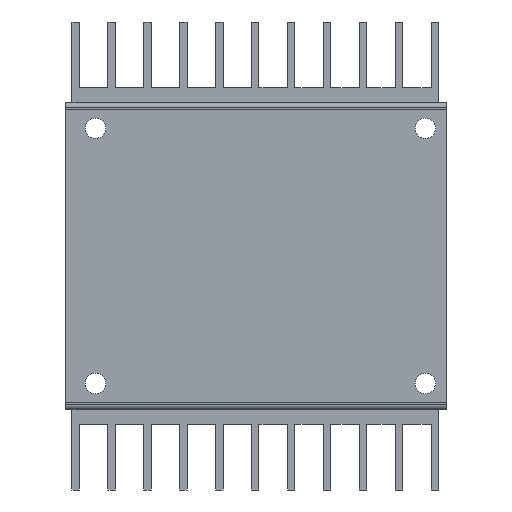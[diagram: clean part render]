
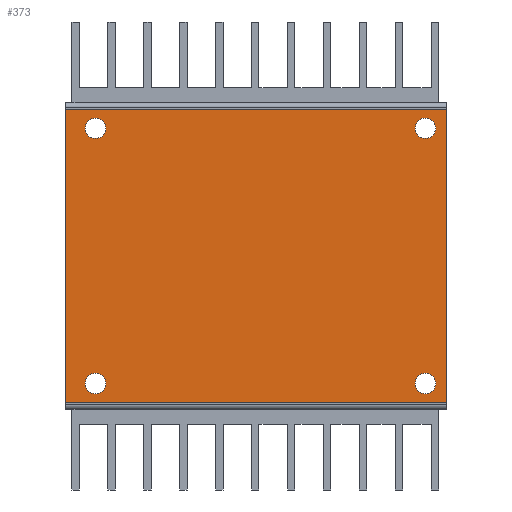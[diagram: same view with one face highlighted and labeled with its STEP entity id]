
A CAD part, front view. The second image highlights one B-rep face of the part: STEP entity #373.
In plain terms, the highlighted planar face has unit normal (0, -1, 0).
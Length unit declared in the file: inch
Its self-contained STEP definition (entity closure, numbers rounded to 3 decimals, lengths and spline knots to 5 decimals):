
#140 = CIRCLE ( 'NONE', #3114, 0.07 ) ;
#373 = ADVANCED_FACE ( 'NONE', ( #8839, #11599, #4018, #6096, #3373 ), #10011, .F. ) ;
#496 = CARTESIAN_POINT ( 'NONE',  ( -1.3, -0.07, -1. ) ) ;
#569 = DIRECTION ( 'NONE',  ( 0., 0., 1. ) ) ;
#626 = VECTOR ( 'NONE', #2799, 39.37008 ) ;
#631 = ORIENTED_EDGE ( 'NONE', *, *, #2369, .T. ) ;
#730 = EDGE_CURVE ( 'NONE', #7539, #6449, #12233, .T. ) ;
#822 = VERTEX_POINT ( 'NONE', #9767 ) ;
#923 = EDGE_CURVE ( 'NONE', #13397, #967, #3075, .T. ) ;
#967 = VERTEX_POINT ( 'NONE', #12415 ) ;
#994 = DIRECTION ( 'NONE',  ( 0., 1., 0. ) ) ;
#1098 = CIRCLE ( 'NONE', #8403, 0.07 ) ;
#1107 = CARTESIAN_POINT ( 'NONE',  ( 1.155, -0.07, 0.941 ) ) ;
#1116 = EDGE_LOOP ( 'NONE', ( #1452, #8608 ) ) ;
#1147 = CARTESIAN_POINT ( 'NONE',  ( -1.095, -0.07, 0.871 ) ) ;
#1255 = CARTESIAN_POINT ( 'NONE',  ( -1.3, -0.07, 1. ) ) ;
#1346 = EDGE_CURVE ( 'NONE', #4815, #4470, #11938, .T. ) ;
#1452 = ORIENTED_EDGE ( 'NONE', *, *, #1346, .T. ) ;
#1655 = ORIENTED_EDGE ( 'NONE', *, *, #13188, .T. ) ;
#1851 = DIRECTION ( 'NONE',  ( 0., 1., 0. ) ) ;
#1901 = DIRECTION ( 'NONE',  ( 0., 1., 0. ) ) ;
#1912 = CIRCLE ( 'NONE', #7236, 0.07 ) ;
#2194 = DIRECTION ( 'NONE',  ( 0., 0., 1. ) ) ;
#2369 = EDGE_CURVE ( 'NONE', #6449, #7539, #1098, .T. ) ;
#2384 = AXIS2_PLACEMENT_3D ( 'NONE', #4800, #7619, #10994 ) ;
#2571 = CARTESIAN_POINT ( 'NONE',  ( -1.095, -0.07, -0.799 ) ) ;
#2695 = CARTESIAN_POINT ( 'NONE',  ( 1.155, -0.07, 0.801 ) ) ;
#2799 = DIRECTION ( 'NONE',  ( 0., 0., -1. ) ) ;
#2816 = EDGE_CURVE ( 'NONE', #4470, #4815, #8990, .T. ) ;
#2829 = ORIENTED_EDGE ( 'NONE', *, *, #3843, .T. ) ;
#3075 = CIRCLE ( 'NONE', #12737, 0.07 ) ;
#3114 = AXIS2_PLACEMENT_3D ( 'NONE', #8041, #1901, #9113 ) ;
#3335 = DIRECTION ( 'NONE',  ( 0., 1., 0. ) ) ;
#3373 = FACE_OUTER_BOUND ( 'NONE', #13096, .T. ) ;
#3434 = DIRECTION ( 'NONE',  ( 0., 0., 1. ) ) ;
#3610 = ORIENTED_EDGE ( 'NONE', *, *, #11007, .T. ) ;
#3643 = LINE ( 'NONE', #1255, #12190 ) ;
#3786 = AXIS2_PLACEMENT_3D ( 'NONE', #12925, #6735, #569 ) ;
#3843 = EDGE_CURVE ( 'NONE', #6020, #10405, #3643, .T. ) ;
#4018 = FACE_BOUND ( 'NONE', #5728, .T. ) ;
#4285 = CARTESIAN_POINT ( 'NONE',  ( 0., -0.07, 0. ) ) ;
#4470 = VERTEX_POINT ( 'NONE', #10766 ) ;
#4556 = VERTEX_POINT ( 'NONE', #2695 ) ;
#4800 = CARTESIAN_POINT ( 'NONE',  ( -1.095, -0.07, -0.869 ) ) ;
#4815 = VERTEX_POINT ( 'NONE', #5183 ) ;
#4871 = DIRECTION ( 'NONE',  ( 0., 1., 0. ) ) ;
#4995 = ORIENTED_EDGE ( 'NONE', *, *, #5496, .T. ) ;
#5062 = EDGE_CURVE ( 'NONE', #13094, #822, #12792, .T. ) ;
#5183 = CARTESIAN_POINT ( 'NONE',  ( -1.095, -0.07, 0.941 ) ) ;
#5322 = ORIENTED_EDGE ( 'NONE', *, *, #730, .T. ) ;
#5344 = AXIS2_PLACEMENT_3D ( 'NONE', #9507, #3335, #10549 ) ;
#5496 = EDGE_CURVE ( 'NONE', #4556, #11526, #13296, .T. ) ;
#5589 = CARTESIAN_POINT ( 'NONE',  ( -1.095, -0.07, -0.939 ) ) ;
#5728 = EDGE_LOOP ( 'NONE', ( #7112, #4995 ) ) ;
#6020 = VERTEX_POINT ( 'NONE', #9308 ) ;
#6096 = FACE_BOUND ( 'NONE', #10251, .T. ) ;
#6180 = DIRECTION ( 'NONE',  ( 0., 0., 1. ) ) ;
#6216 = CARTESIAN_POINT ( 'NONE',  ( -1.3, -0.07, 1. ) ) ;
#6295 = CARTESIAN_POINT ( 'NONE',  ( 1.3, -0.07, -1. ) ) ;
#6449 = VERTEX_POINT ( 'NONE', #5589 ) ;
#6735 = DIRECTION ( 'NONE',  ( 0., 1., 0. ) ) ;
#7112 = ORIENTED_EDGE ( 'NONE', *, *, #13271, .T. ) ;
#7156 = CARTESIAN_POINT ( 'NONE',  ( 1.155, -0.07, 0.871 ) ) ;
#7236 = AXIS2_PLACEMENT_3D ( 'NONE', #7156, #994, #8174 ) ;
#7335 = ORIENTED_EDGE ( 'NONE', *, *, #5062, .T. ) ;
#7539 = VERTEX_POINT ( 'NONE', #2571 ) ;
#7619 = DIRECTION ( 'NONE',  ( 0., 1., 0. ) ) ;
#7994 = CARTESIAN_POINT ( 'NONE',  ( -1.095, -0.07, -0.869 ) ) ;
#8041 = CARTESIAN_POINT ( 'NONE',  ( 1.155, -0.07, -0.869 ) ) ;
#8046 = AXIS2_PLACEMENT_3D ( 'NONE', #1147, #8331, #2194 ) ;
#8174 = DIRECTION ( 'NONE',  ( 0., 0., 1. ) ) ;
#8331 = DIRECTION ( 'NONE',  ( 0., 1., 0. ) ) ;
#8381 = AXIS2_PLACEMENT_3D ( 'NONE', #4285, #10767, #3434 ) ;
#8403 = AXIS2_PLACEMENT_3D ( 'NONE', #7994, #1851, #9057 ) ;
#8441 = DIRECTION ( 'NONE',  ( -1., 0., 0. ) ) ;
#8608 = ORIENTED_EDGE ( 'NONE', *, *, #2816, .T. ) ;
#8732 = DIRECTION ( 'NONE',  ( 1., 0., 0. ) ) ;
#8839 = FACE_BOUND ( 'NONE', #12471, .T. ) ;
#8990 = CIRCLE ( 'NONE', #3786, 0.07 ) ;
#9057 = DIRECTION ( 'NONE',  ( 0., 0., 1. ) ) ;
#9113 = DIRECTION ( 'NONE',  ( 0., 0., 1. ) ) ;
#9308 = CARTESIAN_POINT ( 'NONE',  ( 1.3, -0.07, 1. ) ) ;
#9415 = CARTESIAN_POINT ( 'NONE',  ( 1.155, -0.07, -0.939 ) ) ;
#9505 = LINE ( 'NONE', #12041, #626 ) ;
#9507 = CARTESIAN_POINT ( 'NONE',  ( 1.155, -0.07, 0.871 ) ) ;
#9767 = CARTESIAN_POINT ( 'NONE',  ( 1.3, -0.07, -1. ) ) ;
#9851 = CARTESIAN_POINT ( 'NONE',  ( 1.155, -0.07, -0.869 ) ) ;
#10011 = PLANE ( 'NONE',  #8381 ) ;
#10060 = VECTOR ( 'NONE', #8732, 39.37008 ) ;
#10251 = EDGE_LOOP ( 'NONE', ( #1655, #10710 ) ) ;
#10405 = VERTEX_POINT ( 'NONE', #6216 ) ;
#10549 = DIRECTION ( 'NONE',  ( 0., 0., 1. ) ) ;
#10710 = ORIENTED_EDGE ( 'NONE', *, *, #923, .T. ) ;
#10766 = CARTESIAN_POINT ( 'NONE',  ( -1.095, -0.07, 0.801 ) ) ;
#10767 = DIRECTION ( 'NONE',  ( 0., 1., 0. ) ) ;
#10778 = EDGE_CURVE ( 'NONE', #10405, #13094, #9505, .T. ) ;
#10994 = DIRECTION ( 'NONE',  ( 0., 0., 1. ) ) ;
#11007 = EDGE_CURVE ( 'NONE', #822, #6020, #11762, .T. ) ;
#11120 = VECTOR ( 'NONE', #12434, 39.37008 ) ;
#11526 = VERTEX_POINT ( 'NONE', #1107 ) ;
#11599 = FACE_BOUND ( 'NONE', #1116, .T. ) ;
#11712 = ORIENTED_EDGE ( 'NONE', *, *, #10778, .T. ) ;
#11762 = LINE ( 'NONE', #6295, #11120 ) ;
#11938 = CIRCLE ( 'NONE', #8046, 0.07 ) ;
#12041 = CARTESIAN_POINT ( 'NONE',  ( -1.3, -0.07, -1. ) ) ;
#12049 = CARTESIAN_POINT ( 'NONE',  ( -1.3, -0.07, -1. ) ) ;
#12190 = VECTOR ( 'NONE', #8441, 39.37008 ) ;
#12233 = CIRCLE ( 'NONE', #2384, 0.07 ) ;
#12415 = CARTESIAN_POINT ( 'NONE',  ( 1.155, -0.07, -0.799 ) ) ;
#12434 = DIRECTION ( 'NONE',  ( 0., 0., 1. ) ) ;
#12471 = EDGE_LOOP ( 'NONE', ( #5322, #631 ) ) ;
#12737 = AXIS2_PLACEMENT_3D ( 'NONE', #9851, #4871, #6180 ) ;
#12792 = LINE ( 'NONE', #496, #10060 ) ;
#12925 = CARTESIAN_POINT ( 'NONE',  ( -1.095, -0.07, 0.871 ) ) ;
#13094 = VERTEX_POINT ( 'NONE', #12049 ) ;
#13096 = EDGE_LOOP ( 'NONE', ( #3610, #2829, #11712, #7335 ) ) ;
#13188 = EDGE_CURVE ( 'NONE', #967, #13397, #140, .T. ) ;
#13271 = EDGE_CURVE ( 'NONE', #11526, #4556, #1912, .T. ) ;
#13296 = CIRCLE ( 'NONE', #5344, 0.07 ) ;
#13397 = VERTEX_POINT ( 'NONE', #9415 ) ;
